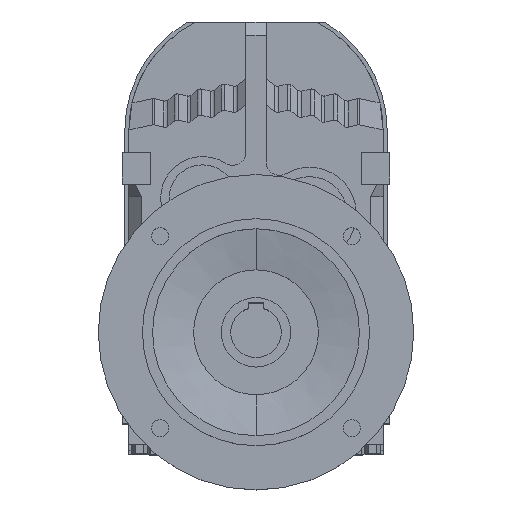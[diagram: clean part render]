
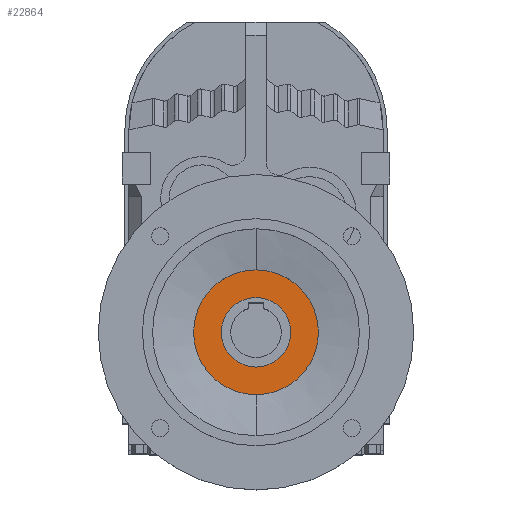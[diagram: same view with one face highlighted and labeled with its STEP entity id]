
A CAD part, top view. The second image highlights one B-rep face of the part: STEP entity #22864.
In plain terms, the highlighted planar face has unit normal (0, 0, 1).
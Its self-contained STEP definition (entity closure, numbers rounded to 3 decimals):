
#17895 = CYLINDRICAL_SURFACE('',#17896,49.5);
#17896 = AXIS2_PLACEMENT_3D('',#17897,#17898,#17899);
#17897 = CARTESIAN_POINT('',(0.,-159.5,110.123));
#17898 = DIRECTION('',(0.,0.,1.));
#17899 = DIRECTION('',(1.,0.,0.));
#17921 = CYLINDRICAL_SURFACE('',#17922,49.5);
#17922 = AXIS2_PLACEMENT_3D('',#17923,#17924,#17925);
#17923 = CARTESIAN_POINT('',(0.,-159.5,110.123));
#17924 = DIRECTION('',(0.,0.,1.));
#17925 = DIRECTION('',(1.,0.,0.));
#22125 = EDGE_CURVE('',#22126,#22128,#22130,.T.);
#22126 = VERTEX_POINT('',#22127);
#22127 = CARTESIAN_POINT('',(-49.5,-159.5,156.));
#22128 = VERTEX_POINT('',#22129);
#22129 = CARTESIAN_POINT('',(49.5,-159.5,156.));
#22130 = SURFACE_CURVE('',#22131,(#22136,#22142),.PCURVE_S1.);
#22131 = CIRCLE('',#22132,49.5);
#22132 = AXIS2_PLACEMENT_3D('',#22133,#22134,#22135);
#22133 = CARTESIAN_POINT('',(0.,-159.5,156.));
#22134 = DIRECTION('',(0.,0.,1.));
#22135 = DIRECTION('',(1.,0.,0.));
#22136 = PCURVE('',#17921,#22137);
#22137 = DEFINITIONAL_REPRESENTATION('',(#22138),#22141);
#22138 = B_SPLINE_CURVE_WITH_KNOTS('',1,(#22139,#22140),.UNSPECIFIED.,
  .F.,.F.,(2,2),(3.142,6.283),.PIECEWISE_BEZIER_KNOTS.);
#22139 = CARTESIAN_POINT('',(3.142,45.877));
#22140 = CARTESIAN_POINT('',(6.283,45.877));
#22141 = ( GEOMETRIC_REPRESENTATION_CONTEXT(2) 
PARAMETRIC_REPRESENTATION_CONTEXT() REPRESENTATION_CONTEXT('2D SPACE',''
  ) );
#22142 = PCURVE('',#22143,#22148);
#22143 = PLANE('',#22144);
#22144 = AXIS2_PLACEMENT_3D('',#22145,#22146,#22147);
#22145 = CARTESIAN_POINT('',(0.,-110.,156.));
#22146 = DIRECTION('',(0.,0.,1.));
#22147 = DIRECTION('',(1.,0.,0.));
#22148 = DEFINITIONAL_REPRESENTATION('',(#22149),#22153);
#22149 = CIRCLE('',#22150,49.5);
#22150 = AXIS2_PLACEMENT_2D('',#22151,#22152);
#22151 = CARTESIAN_POINT('',(0.,-49.5));
#22152 = DIRECTION('',(1.,0.));
#22153 = ( GEOMETRIC_REPRESENTATION_CONTEXT(2) 
PARAMETRIC_REPRESENTATION_CONTEXT() REPRESENTATION_CONTEXT('2D SPACE',''
  ) );
#22200 = EDGE_CURVE('',#22128,#22126,#22201,.T.);
#22201 = SURFACE_CURVE('',#22202,(#22207,#22213),.PCURVE_S1.);
#22202 = CIRCLE('',#22203,49.5);
#22203 = AXIS2_PLACEMENT_3D('',#22204,#22205,#22206);
#22204 = CARTESIAN_POINT('',(0.,-159.5,156.));
#22205 = DIRECTION('',(0.,0.,1.));
#22206 = DIRECTION('',(1.,0.,0.));
#22207 = PCURVE('',#17895,#22208);
#22208 = DEFINITIONAL_REPRESENTATION('',(#22209),#22212);
#22209 = B_SPLINE_CURVE_WITH_KNOTS('',1,(#22210,#22211),.UNSPECIFIED.,
  .F.,.F.,(2,2),(0.,3.142),.PIECEWISE_BEZIER_KNOTS.);
#22210 = CARTESIAN_POINT('',(0.,45.877));
#22211 = CARTESIAN_POINT('',(3.142,45.877));
#22212 = ( GEOMETRIC_REPRESENTATION_CONTEXT(2) 
PARAMETRIC_REPRESENTATION_CONTEXT() REPRESENTATION_CONTEXT('2D SPACE',''
  ) );
#22213 = PCURVE('',#22143,#22214);
#22214 = DEFINITIONAL_REPRESENTATION('',(#22215),#22219);
#22215 = CIRCLE('',#22216,49.5);
#22216 = AXIS2_PLACEMENT_2D('',#22217,#22218);
#22217 = CARTESIAN_POINT('',(0.,-49.5));
#22218 = DIRECTION('',(1.,0.));
#22219 = ( GEOMETRIC_REPRESENTATION_CONTEXT(2) 
PARAMETRIC_REPRESENTATION_CONTEXT() REPRESENTATION_CONTEXT('2D SPACE',''
  ) );
#22864 = ADVANCED_FACE('',(#22865,#22869),#22143,.T.);
#22865 = FACE_BOUND('',#22866,.T.);
#22866 = EDGE_LOOP('',(#22867,#22868));
#22867 = ORIENTED_EDGE('',*,*,#22200,.T.);
#22868 = ORIENTED_EDGE('',*,*,#22125,.T.);
#22869 = FACE_BOUND('',#22870,.T.);
#22870 = EDGE_LOOP('',(#22871,#22901));
#22871 = ORIENTED_EDGE('',*,*,#22872,.F.);
#22872 = EDGE_CURVE('',#22873,#22875,#22877,.T.);
#22873 = VERTEX_POINT('',#22874);
#22874 = CARTESIAN_POINT('',(27.5,-159.5,156.));
#22875 = VERTEX_POINT('',#22876);
#22876 = CARTESIAN_POINT('',(-27.5,-159.5,156.));
#22877 = SURFACE_CURVE('',#22878,(#22883,#22890),.PCURVE_S1.);
#22878 = CIRCLE('',#22879,27.5);
#22879 = AXIS2_PLACEMENT_3D('',#22880,#22881,#22882);
#22880 = CARTESIAN_POINT('',(0.,-159.5,156.));
#22881 = DIRECTION('',(0.,0.,1.));
#22882 = DIRECTION('',(1.,0.,0.));
#22883 = PCURVE('',#22143,#22884);
#22884 = DEFINITIONAL_REPRESENTATION('',(#22885),#22889);
#22885 = CIRCLE('',#22886,27.5);
#22886 = AXIS2_PLACEMENT_2D('',#22887,#22888);
#22887 = CARTESIAN_POINT('',(0.,-49.5));
#22888 = DIRECTION('',(1.,0.));
#22889 = ( GEOMETRIC_REPRESENTATION_CONTEXT(2) 
PARAMETRIC_REPRESENTATION_CONTEXT() REPRESENTATION_CONTEXT('2D SPACE',''
  ) );
#22890 = PCURVE('',#22891,#22896);
#22891 = CYLINDRICAL_SURFACE('',#22892,27.5);
#22892 = AXIS2_PLACEMENT_3D('',#22893,#22894,#22895);
#22893 = CARTESIAN_POINT('',(0.,-159.5,110.123));
#22894 = DIRECTION('',(0.,0.,1.));
#22895 = DIRECTION('',(1.,0.,0.));
#22896 = DEFINITIONAL_REPRESENTATION('',(#22897),#22900);
#22897 = B_SPLINE_CURVE_WITH_KNOTS('',1,(#22898,#22899),.UNSPECIFIED.,
  .F.,.F.,(2,2),(0.,3.142),.PIECEWISE_BEZIER_KNOTS.);
#22898 = CARTESIAN_POINT('',(0.,45.877));
#22899 = CARTESIAN_POINT('',(3.142,45.877));
#22900 = ( GEOMETRIC_REPRESENTATION_CONTEXT(2) 
PARAMETRIC_REPRESENTATION_CONTEXT() REPRESENTATION_CONTEXT('2D SPACE',''
  ) );
#22901 = ORIENTED_EDGE('',*,*,#22902,.F.);
#22902 = EDGE_CURVE('',#22875,#22873,#22903,.T.);
#22903 = SURFACE_CURVE('',#22904,(#22909,#22916),.PCURVE_S1.);
#22904 = CIRCLE('',#22905,27.5);
#22905 = AXIS2_PLACEMENT_3D('',#22906,#22907,#22908);
#22906 = CARTESIAN_POINT('',(0.,-159.5,156.));
#22907 = DIRECTION('',(0.,0.,1.));
#22908 = DIRECTION('',(1.,0.,0.));
#22909 = PCURVE('',#22143,#22910);
#22910 = DEFINITIONAL_REPRESENTATION('',(#22911),#22915);
#22911 = CIRCLE('',#22912,27.5);
#22912 = AXIS2_PLACEMENT_2D('',#22913,#22914);
#22913 = CARTESIAN_POINT('',(0.,-49.5));
#22914 = DIRECTION('',(1.,0.));
#22915 = ( GEOMETRIC_REPRESENTATION_CONTEXT(2) 
PARAMETRIC_REPRESENTATION_CONTEXT() REPRESENTATION_CONTEXT('2D SPACE',''
  ) );
#22916 = PCURVE('',#22917,#22922);
#22917 = CYLINDRICAL_SURFACE('',#22918,27.5);
#22918 = AXIS2_PLACEMENT_3D('',#22919,#22920,#22921);
#22919 = CARTESIAN_POINT('',(0.,-159.5,110.123));
#22920 = DIRECTION('',(0.,0.,1.));
#22921 = DIRECTION('',(1.,0.,0.));
#22922 = DEFINITIONAL_REPRESENTATION('',(#22923),#22926);
#22923 = B_SPLINE_CURVE_WITH_KNOTS('',1,(#22924,#22925),.UNSPECIFIED.,
  .F.,.F.,(2,2),(3.142,6.283),.PIECEWISE_BEZIER_KNOTS.);
#22924 = CARTESIAN_POINT('',(3.142,45.877));
#22925 = CARTESIAN_POINT('',(6.283,45.877));
#22926 = ( GEOMETRIC_REPRESENTATION_CONTEXT(2) 
PARAMETRIC_REPRESENTATION_CONTEXT() REPRESENTATION_CONTEXT('2D SPACE',''
  ) );
